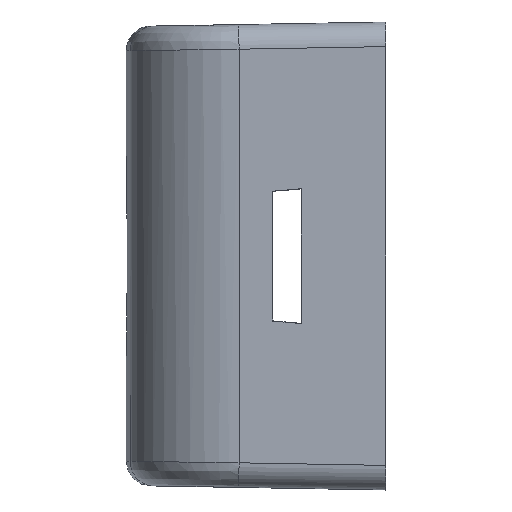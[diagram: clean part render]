
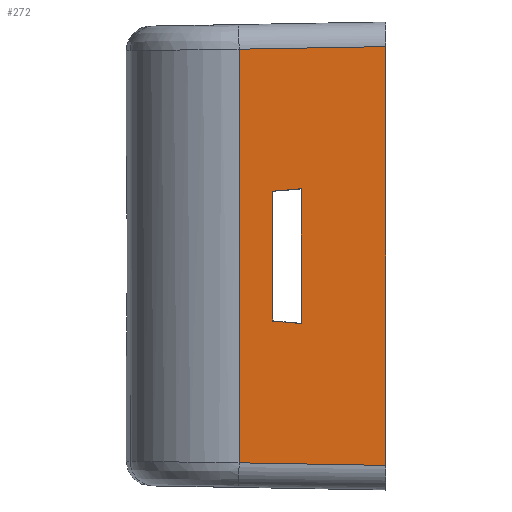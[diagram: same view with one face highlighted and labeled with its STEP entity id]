
A CAD part, left-side view. The second image highlights one B-rep face of the part: STEP entity #272.
In plain terms, the highlighted planar face has unit normal (-1, 0.018, 0).
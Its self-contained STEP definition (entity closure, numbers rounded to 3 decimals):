
#78 = DIRECTION ( 'NONE',  ( 0., 0., -1. ) ) ;
#227 = DIRECTION ( 'NONE',  ( 0., 0., -1. ) ) ;
#256 = CARTESIAN_POINT ( 'NONE',  ( -34.792, 11.901, 19. ) ) ;
#272 = ADVANCED_FACE ( 'NONE', ( #2795, #6267 ), #7432, .T. ) ;
#302 = ORIENTED_EDGE ( 'NONE', *, *, #4319, .T. ) ;
#343 = VECTOR ( 'NONE', #4155, 1000. ) ;
#533 = VECTOR ( 'NONE', #78, 1000. ) ;
#740 = VECTOR ( 'NONE', #4615, 1000. ) ;
#964 = VECTOR ( 'NONE', #7360, 1000. ) ;
#1272 = EDGE_CURVE ( 'NONE', #6857, #2581, #2122, .T. ) ;
#1452 = CARTESIAN_POINT ( 'NONE',  ( -35., 0., 17. ) ) ;
#1561 = CARTESIAN_POINT ( 'NONE',  ( -34.84, 9.173, -5.278 ) ) ;
#1578 = CARTESIAN_POINT ( 'NONE',  ( -34.792, 11.901, -16.793 ) ) ;
#1580 = VECTOR ( 'NONE', #227, 1000. ) ;
#1647 = CARTESIAN_POINT ( 'NONE',  ( -34.84, 9.173, 19. ) ) ;
#1708 = CARTESIAN_POINT ( 'NONE',  ( -35., 0., 19. ) ) ;
#1727 = EDGE_CURVE ( 'NONE', #3558, #6857, #1923, .T. ) ;
#1783 = DIRECTION ( 'NONE',  ( 0., 0., 1. ) ) ;
#1824 = CARTESIAN_POINT ( 'NONE',  ( -35., 0., 19. ) ) ;
#1923 = LINE ( 'NONE', #1647, #3566 ) ;
#1984 = VECTOR ( 'NONE', #5150, 1000. ) ;
#2122 = LINE ( 'NONE', #7115, #964 ) ;
#2192 = AXIS2_PLACEMENT_3D ( 'NONE', #1824, #6845, #7461 ) ;
#2361 = LINE ( 'NONE', #3977, #1984 ) ;
#2502 = CARTESIAN_POINT ( 'NONE',  ( -34.881, 6.832, 19. ) ) ;
#2524 = VERTEX_POINT ( 'NONE', #3746 ) ;
#2559 = LINE ( 'NONE', #2502, #533 ) ;
#2581 = VERTEX_POINT ( 'NONE', #6171 ) ;
#2724 = ORIENTED_EDGE ( 'NONE', *, *, #6105, .T. ) ;
#2737 = VERTEX_POINT ( 'NONE', #4065 ) ;
#2738 = VERTEX_POINT ( 'NONE', #2743 ) ;
#2743 = CARTESIAN_POINT ( 'NONE',  ( -34.792, 11.901, 16.793 ) ) ;
#2795 = FACE_BOUND ( 'NONE', #4629, .T. ) ;
#3160 = ORIENTED_EDGE ( 'NONE', *, *, #4985, .T. ) ;
#3541 = EDGE_CURVE ( 'NONE', #2524, #3558, #4314, .T. ) ;
#3558 = VERTEX_POINT ( 'NONE', #1561 ) ;
#3566 = VECTOR ( 'NONE', #4890, 1000. ) ;
#3616 = VECTOR ( 'NONE', #1783, 1000. ) ;
#3739 = ORIENTED_EDGE ( 'NONE', *, *, #1272, .T. ) ;
#3746 = CARTESIAN_POINT ( 'NONE',  ( -34.881, 6.832, -5.485 ) ) ;
#3786 = EDGE_CURVE ( 'NONE', #7616, #2738, #2361, .T. ) ;
#3977 = CARTESIAN_POINT ( 'NONE',  ( -35.001, -0.035, 17.001 ) ) ;
#4065 = CARTESIAN_POINT ( 'NONE',  ( -35., 0., -17. ) ) ;
#4155 = DIRECTION ( 'NONE',  ( -0.017, -1., -0.017 ) ) ;
#4214 = EDGE_CURVE ( 'NONE', #2581, #2524, #2559, .T. ) ;
#4314 = LINE ( 'NONE', #7747, #740 ) ;
#4319 = EDGE_CURVE ( 'NONE', #2737, #7616, #8017, .T. ) ;
#4486 = ORIENTED_EDGE ( 'NONE', *, *, #1727, .T. ) ;
#4615 = DIRECTION ( 'NONE',  ( 0.017, 0.996, 0.088 ) ) ;
#4629 = EDGE_LOOP ( 'NONE', ( #4486, #3739, #4800, #6500 ) ) ;
#4800 = ORIENTED_EDGE ( 'NONE', *, *, #4214, .T. ) ;
#4890 = DIRECTION ( 'NONE',  ( 0., 0., 1. ) ) ;
#4985 = EDGE_CURVE ( 'NONE', #7665, #2737, #6609, .T. ) ;
#5150 = DIRECTION ( 'NONE',  ( 0.017, 1., -0.017 ) ) ;
#5946 = CARTESIAN_POINT ( 'NONE',  ( -34.84, 9.173, 5.257 ) ) ;
#6105 = EDGE_CURVE ( 'NONE', #2738, #7665, #6803, .T. ) ;
#6171 = CARTESIAN_POINT ( 'NONE',  ( -34.881, 6.832, 5.464 ) ) ;
#6267 = FACE_OUTER_BOUND ( 'NONE', #7878, .T. ) ;
#6395 = ORIENTED_EDGE ( 'NONE', *, *, #3786, .T. ) ;
#6500 = ORIENTED_EDGE ( 'NONE', *, *, #3541, .T. ) ;
#6609 = LINE ( 'NONE', #7886, #343 ) ;
#6803 = LINE ( 'NONE', #256, #1580 ) ;
#6845 = DIRECTION ( 'NONE',  ( -1., 0.017, 0. ) ) ;
#6857 = VERTEX_POINT ( 'NONE', #5946 ) ;
#7115 = CARTESIAN_POINT ( 'NONE',  ( -35.02, -1.133, 6.167 ) ) ;
#7360 = DIRECTION ( 'NONE',  ( -0.017, -0.996, 0.088 ) ) ;
#7432 = PLANE ( 'NONE',  #2192 ) ;
#7461 = DIRECTION ( 'NONE',  ( -0.017, -1., 0. ) ) ;
#7616 = VERTEX_POINT ( 'NONE', #1452 ) ;
#7665 = VERTEX_POINT ( 'NONE', #1578 ) ;
#7747 = CARTESIAN_POINT ( 'NONE',  ( -34.962, 2.197, -5.894 ) ) ;
#7878 = EDGE_LOOP ( 'NONE', ( #2724, #3160, #302, #6395 ) ) ;
#7886 = CARTESIAN_POINT ( 'NONE',  ( -34.989, 0.628, -16.989 ) ) ;
#8017 = LINE ( 'NONE', #1708, #3616 ) ;
